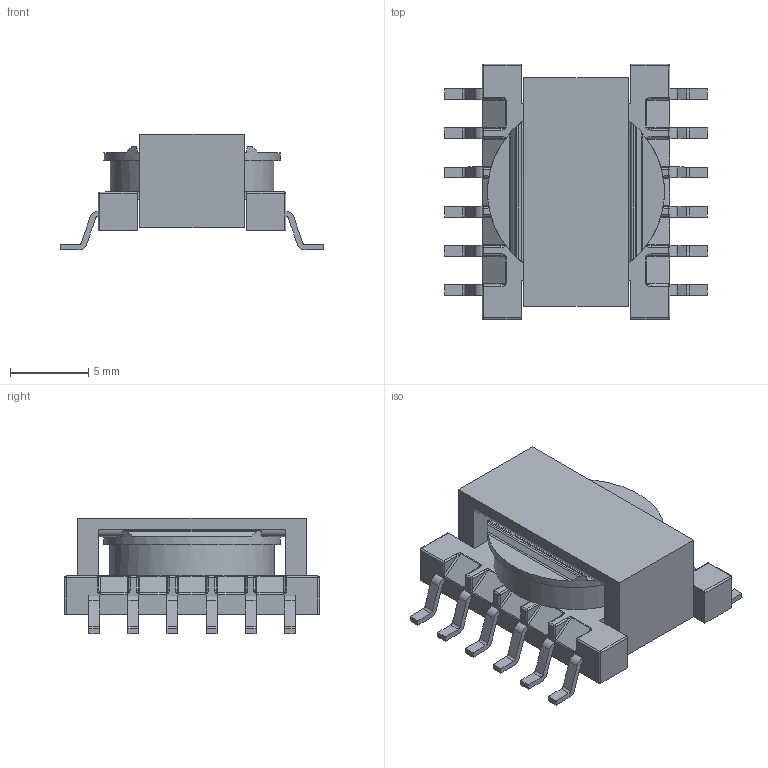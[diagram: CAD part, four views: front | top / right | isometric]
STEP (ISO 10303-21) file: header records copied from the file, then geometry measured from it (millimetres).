
FILE_DESCRIPTION(/* description */ ('Unknown'),/* implementation_level */ '2;1');
FILE_NAME(/* name */ 'T_Wurth_WE-PoE-ER14.5_6',/* time_stamp */ '2025-10-22T10:48:57+08:00',/* author */ ('Unknown'),/* organization */ ('Unknown'),/* preprocessor_version */ 'ST-DEVELOPER v19.4',/* originating_system */ 'Solid Edge',/* authorisation */ 'Unknown');
FILE_SCHEMA (('AUTOMOTIVE_DESIGN {1 0 10303 214 3 1 1}'));
Length unit declared in the file: millimetre
Products named in the file (2): T_Wurth_WE-PoE-ER14.5_6
Assembly tree (1 placements, depth 2):
  T_Wurth_WE-PoE-ER14.5_6
    T_Wurth_WE-PoE-ER14.5_6
Bounding box: 16.8 x 16.3 x 7.4 mm (x, y, z)
Volume: 765 mm3; surface area: 1228.4 mm2
Topology: 1 solids, 1 shells, 390 faces, 978 edges, 580 vertices
Faces by surface type: cylinder 164, plane 162, bspline 40, sphere 24
Full cylindrical faces by diameter (mm): 4.8 x1, 5 x1, 10.5 x1, 11.3 x1
Entity records: 14656 total; most frequent: CARTESIAN_POINT 2744, DIRECTION 1934, ORIENTED_EDGE 1896, EDGE_CURVE 948, AXIS2_PLACEMENT_3D 690, VERTEX_POINT 578, LINE 554, VECTOR 554
